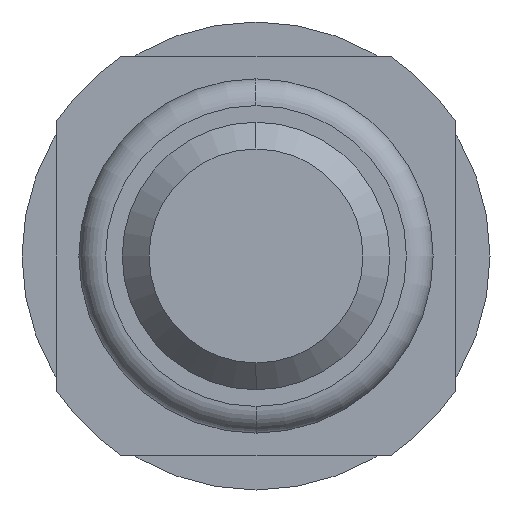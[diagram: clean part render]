
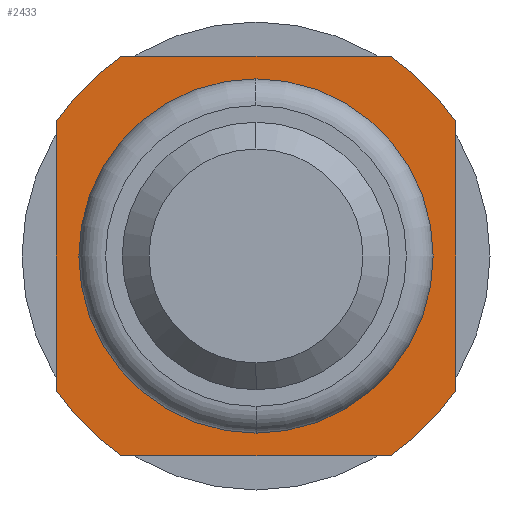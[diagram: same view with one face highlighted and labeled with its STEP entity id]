
A CAD part, front view. The second image highlights one B-rep face of the part: STEP entity #2433.
In plain terms, the highlighted planar face has unit normal (0, -1, 0).
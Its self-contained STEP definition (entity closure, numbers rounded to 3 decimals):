
#53 = CARTESIAN_POINT ( 'NONE',  ( -1.495, -2., 0. ) ) ;
#244 = EDGE_CURVE ( 'NONE', #1657, #1241, #2278, .T. ) ;
#258 = DIRECTION ( 'NONE',  ( 0., 0., 1. ) ) ;
#265 = CARTESIAN_POINT ( 'NONE',  ( -1.002, -2., 1.495 ) ) ;
#270 = PLANE ( 'NONE',  #2254 ) ;
#309 = DIRECTION ( 'NONE',  ( 0., 1., 0. ) ) ;
#313 = DIRECTION ( 'NONE',  ( 0., 0., -1. ) ) ;
#329 = CIRCLE ( 'NONE', #1425, 1.325 ) ;
#344 = VERTEX_POINT ( 'NONE', #3647 ) ;
#392 = LINE ( 'NONE', #1186, #714 ) ;
#408 = CARTESIAN_POINT ( 'NONE',  ( 1.002, -2., -1.495 ) ) ;
#418 = CARTESIAN_POINT ( 'NONE',  ( 1.495, -2., -1.002 ) ) ;
#489 = FACE_BOUND ( 'NONE', #1441, .T. ) ;
#491 = EDGE_CURVE ( 'NONE', #344, #2037, #1413, .T. ) ;
#566 = DIRECTION ( 'NONE',  ( 0., 0., 1. ) ) ;
#607 = CARTESIAN_POINT ( 'NONE',  ( -1.495, -2., -1.002 ) ) ;
#714 = VECTOR ( 'NONE', #313, 1000. ) ;
#833 = ORIENTED_EDGE ( 'NONE', *, *, #244, .T. ) ;
#871 = DIRECTION ( 'NONE',  ( 0., 1., 0. ) ) ;
#872 = EDGE_CURVE ( 'NONE', #1612, #1032, #2715, .T. ) ;
#947 = EDGE_CURVE ( 'NONE', #1161, #1612, #392, .T. ) ;
#1020 = VERTEX_POINT ( 'NONE', #1606 ) ;
#1021 = ORIENTED_EDGE ( 'NONE', *, *, #872, .F. ) ;
#1032 = VERTEX_POINT ( 'NONE', #408 ) ;
#1050 = DIRECTION ( 'NONE',  ( 0., 1., 0. ) ) ;
#1054 = CARTESIAN_POINT ( 'NONE',  ( 0., -2., -1.325 ) ) ;
#1088 = EDGE_CURVE ( 'NONE', #1032, #1020, #3578, .T. ) ;
#1103 = AXIS2_PLACEMENT_3D ( 'NONE', #2612, #871, #566 ) ;
#1149 = DIRECTION ( 'NONE',  ( 0., 1., 0. ) ) ;
#1161 = VERTEX_POINT ( 'NONE', #2905 ) ;
#1173 = DIRECTION ( 'NONE',  ( 0., 0., 1. ) ) ;
#1186 = CARTESIAN_POINT ( 'NONE',  ( 1.495, -2., 0. ) ) ;
#1193 = DIRECTION ( 'NONE',  ( 0., 0., 1. ) ) ;
#1219 = VECTOR ( 'NONE', #3596, 1000. ) ;
#1241 = VERTEX_POINT ( 'NONE', #2430 ) ;
#1296 = DIRECTION ( 'NONE',  ( 0., 1., 0. ) ) ;
#1413 = CIRCLE ( 'NONE', #3221, 1.8 ) ;
#1425 = AXIS2_PLACEMENT_3D ( 'NONE', #2299, #1149, #1173 ) ;
#1441 = EDGE_LOOP ( 'NONE', ( #2156, #833 ) ) ;
#1458 = CARTESIAN_POINT ( 'NONE',  ( 1.002, -2., 1.495 ) ) ;
#1524 = ORIENTED_EDGE ( 'NONE', *, *, #947, .F. ) ;
#1540 = LINE ( 'NONE', #53, #3568 ) ;
#1568 = CARTESIAN_POINT ( 'NONE',  ( 1.8, -2., 1.495 ) ) ;
#1606 = CARTESIAN_POINT ( 'NONE',  ( -1.002, -2., -1.495 ) ) ;
#1610 = AXIS2_PLACEMENT_3D ( 'NONE', #3212, #309, #1193 ) ;
#1612 = VERTEX_POINT ( 'NONE', #418 ) ;
#1614 = EDGE_CURVE ( 'NONE', #2037, #1926, #2762, .T. ) ;
#1643 = CARTESIAN_POINT ( 'NONE',  ( 1.8, -2., -1.495 ) ) ;
#1657 = VERTEX_POINT ( 'NONE', #1054 ) ;
#1694 = EDGE_CURVE ( 'NONE', #1926, #1161, #3343, .T. ) ;
#1712 = FACE_OUTER_BOUND ( 'NONE', #1990, .T. ) ;
#1905 = CIRCLE ( 'NONE', #1610, 1.8 ) ;
#1926 = VERTEX_POINT ( 'NONE', #1458 ) ;
#1988 = DIRECTION ( 'NONE',  ( 0., 0., 1. ) ) ;
#1990 = EDGE_LOOP ( 'NONE', ( #1524, #2547, #2511, #2868, #3418, #2657, #3158, #1021 ) ) ;
#2037 = VERTEX_POINT ( 'NONE', #265 ) ;
#2064 = DIRECTION ( 'NONE',  ( 0., 0., 1. ) ) ;
#2093 = EDGE_CURVE ( 'NONE', #2344, #344, #1540, .T. ) ;
#2156 = ORIENTED_EDGE ( 'NONE', *, *, #3115, .T. ) ;
#2239 = CARTESIAN_POINT ( 'NONE',  ( 0., -2., 0. ) ) ;
#2254 = AXIS2_PLACEMENT_3D ( 'NONE', #2783, #1050, #258 ) ;
#2278 = CIRCLE ( 'NONE', #2339, 1.325 ) ;
#2299 = CARTESIAN_POINT ( 'NONE',  ( 0., -2., 0. ) ) ;
#2339 = AXIS2_PLACEMENT_3D ( 'NONE', #2608, #1296, #3665 ) ;
#2344 = VERTEX_POINT ( 'NONE', #607 ) ;
#2430 = CARTESIAN_POINT ( 'NONE',  ( 0., -2., 1.325 ) ) ;
#2433 = ADVANCED_FACE ( 'NONE', ( #489, #1712 ), #270, .F. ) ;
#2511 = ORIENTED_EDGE ( 'NONE', *, *, #1614, .F. ) ;
#2547 = ORIENTED_EDGE ( 'NONE', *, *, #1694, .F. ) ;
#2608 = CARTESIAN_POINT ( 'NONE',  ( 0., -2., 0. ) ) ;
#2612 = CARTESIAN_POINT ( 'NONE',  ( 0., -2., 0. ) ) ;
#2657 = ORIENTED_EDGE ( 'NONE', *, *, #3717, .F. ) ;
#2715 = CIRCLE ( 'NONE', #1103, 1.8 ) ;
#2762 = LINE ( 'NONE', #1568, #1219 ) ;
#2783 = CARTESIAN_POINT ( 'NONE',  ( 1.8, -2., 0. ) ) ;
#2814 = VECTOR ( 'NONE', #3352, 1000. ) ;
#2840 = DIRECTION ( 'NONE',  ( 0., 1., 0. ) ) ;
#2860 = DIRECTION ( 'NONE',  ( 0., 1., 0. ) ) ;
#2868 = ORIENTED_EDGE ( 'NONE', *, *, #491, .F. ) ;
#2905 = CARTESIAN_POINT ( 'NONE',  ( 1.495, -2., 1.002 ) ) ;
#3000 = AXIS2_PLACEMENT_3D ( 'NONE', #3436, #2860, #1988 ) ;
#3115 = EDGE_CURVE ( 'NONE', #1241, #1657, #329, .T. ) ;
#3119 = DIRECTION ( 'NONE',  ( 0., 0., 1. ) ) ;
#3158 = ORIENTED_EDGE ( 'NONE', *, *, #1088, .F. ) ;
#3212 = CARTESIAN_POINT ( 'NONE',  ( 0., -2., 0. ) ) ;
#3221 = AXIS2_PLACEMENT_3D ( 'NONE', #2239, #2840, #3119 ) ;
#3343 = CIRCLE ( 'NONE', #3000, 1.8 ) ;
#3352 = DIRECTION ( 'NONE',  ( -1., 0., 0. ) ) ;
#3418 = ORIENTED_EDGE ( 'NONE', *, *, #2093, .F. ) ;
#3436 = CARTESIAN_POINT ( 'NONE',  ( 0., -2., 0. ) ) ;
#3568 = VECTOR ( 'NONE', #2064, 1000. ) ;
#3578 = LINE ( 'NONE', #1643, #2814 ) ;
#3596 = DIRECTION ( 'NONE',  ( 1., 0., 0. ) ) ;
#3647 = CARTESIAN_POINT ( 'NONE',  ( -1.495, -2., 1.002 ) ) ;
#3665 = DIRECTION ( 'NONE',  ( 0., 0., 1. ) ) ;
#3717 = EDGE_CURVE ( 'NONE', #1020, #2344, #1905, .T. ) ;
